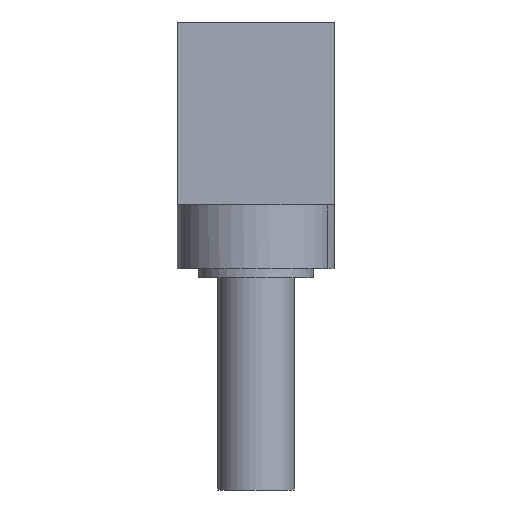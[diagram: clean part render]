
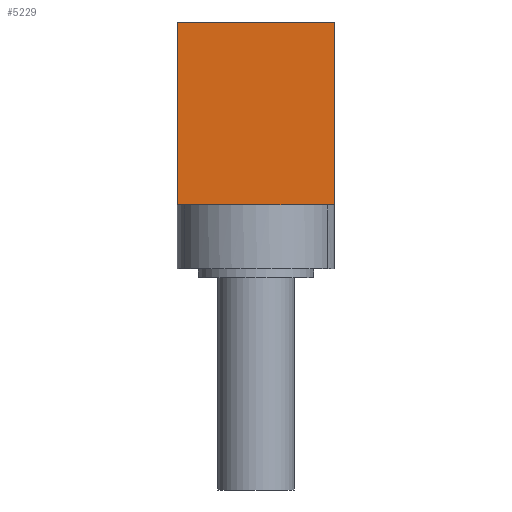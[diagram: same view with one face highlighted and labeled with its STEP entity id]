
A CAD part, front view. The second image highlights one B-rep face of the part: STEP entity #5229.
In plain terms, the highlighted planar face has unit normal (0, -1, 0).
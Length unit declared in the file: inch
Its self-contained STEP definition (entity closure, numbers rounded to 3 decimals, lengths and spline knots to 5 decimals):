
#8 = ORIENTED_EDGE ( 'NONE', *, *, #1576, .F. ) ;
#55 = CARTESIAN_POINT ( 'NONE',  ( -0.185, -0.18494, -0.58065 ) ) ;
#99 = EDGE_CURVE ( 'NONE', #1439, #2607, #4725, .T. ) ;
#176 = PLANE ( 'NONE',  #6019 ) ;
#224 = VECTOR ( 'NONE', #3398, 39.37008 ) ;
#428 = EDGE_CURVE ( 'NONE', #4528, #1559, #3985, .T. ) ;
#685 = LINE ( 'NONE', #5590, #4051 ) ;
#747 = VECTOR ( 'NONE', #4483, 39.37008 ) ;
#777 = DIRECTION ( 'NONE',  ( 0., 0., 1. ) ) ;
#1128 = CARTESIAN_POINT ( 'NONE',  ( 0.185, -0.18494, -0.58065 ) ) ;
#1226 = CARTESIAN_POINT ( 'NONE',  ( -0.185, -0.18494, 0. ) ) ;
#1259 = LINE ( 'NONE', #5125, #5669 ) ;
#1439 = VERTEX_POINT ( 'NONE', #4353 ) ;
#1559 = VERTEX_POINT ( 'NONE', #4560 ) ;
#1570 = EDGE_CURVE ( 'NONE', #6158, #1559, #685, .T. ) ;
#1576 = EDGE_CURVE ( 'NONE', #1439, #6158, #1259, .T. ) ;
#1941 = EDGE_LOOP ( 'NONE', ( #8, #4224, #4731, #4517, #4559 ) ) ;
#1967 = DIRECTION ( 'NONE',  ( 0., 0., -1. ) ) ;
#2054 = VECTOR ( 'NONE', #2851, 39.37008 ) ;
#2241 = CARTESIAN_POINT ( 'NONE',  ( -0.185, -0.18494, -0.43065 ) ) ;
#2390 = CARTESIAN_POINT ( 'NONE',  ( -0.00064, -0.18494, -0.43065 ) ) ;
#2400 = LINE ( 'NONE', #2978, #224 ) ;
#2465 = FACE_OUTER_BOUND ( 'NONE', #1941, .T. ) ;
#2598 = CARTESIAN_POINT ( 'NONE',  ( 0.185, -0.18494, -0.43065 ) ) ;
#2607 = VERTEX_POINT ( 'NONE', #2390 ) ;
#2851 = DIRECTION ( 'NONE',  ( 1., 0., 0. ) ) ;
#2978 = CARTESIAN_POINT ( 'NONE',  ( -0.185, -0.18494, -0.43065 ) ) ;
#3289 = EDGE_CURVE ( 'NONE', #2607, #4528, #2400, .T. ) ;
#3398 = DIRECTION ( 'NONE',  ( 1., 0., 0. ) ) ;
#3732 = DIRECTION ( 'NONE',  ( 1., 0., 0. ) ) ;
#3985 = LINE ( 'NONE', #1128, #747 ) ;
#4051 = VECTOR ( 'NONE', #3732, 39.37008 ) ;
#4224 = ORIENTED_EDGE ( 'NONE', *, *, #99, .T. ) ;
#4353 = CARTESIAN_POINT ( 'NONE',  ( -0.185, -0.18494, -0.43065 ) ) ;
#4376 = DIRECTION ( 'NONE',  ( 0., -1., 0. ) ) ;
#4483 = DIRECTION ( 'NONE',  ( 0., 0., 1. ) ) ;
#4517 = ORIENTED_EDGE ( 'NONE', *, *, #428, .T. ) ;
#4528 = VERTEX_POINT ( 'NONE', #2598 ) ;
#4559 = ORIENTED_EDGE ( 'NONE', *, *, #1570, .F. ) ;
#4560 = CARTESIAN_POINT ( 'NONE',  ( 0.185, -0.18494, 0. ) ) ;
#4725 = LINE ( 'NONE', #2241, #2054 ) ;
#4731 = ORIENTED_EDGE ( 'NONE', *, *, #3289, .T. ) ;
#5125 = CARTESIAN_POINT ( 'NONE',  ( -0.185, -0.18494, -0.58065 ) ) ;
#5229 = ADVANCED_FACE ( 'NONE', ( #2465 ), #176, .T. ) ;
#5590 = CARTESIAN_POINT ( 'NONE',  ( -0.185, -0.18494, 0. ) ) ;
#5669 = VECTOR ( 'NONE', #777, 39.37008 ) ;
#6019 = AXIS2_PLACEMENT_3D ( 'NONE', #55, #4376, #1967 ) ;
#6158 = VERTEX_POINT ( 'NONE', #1226 ) ;
